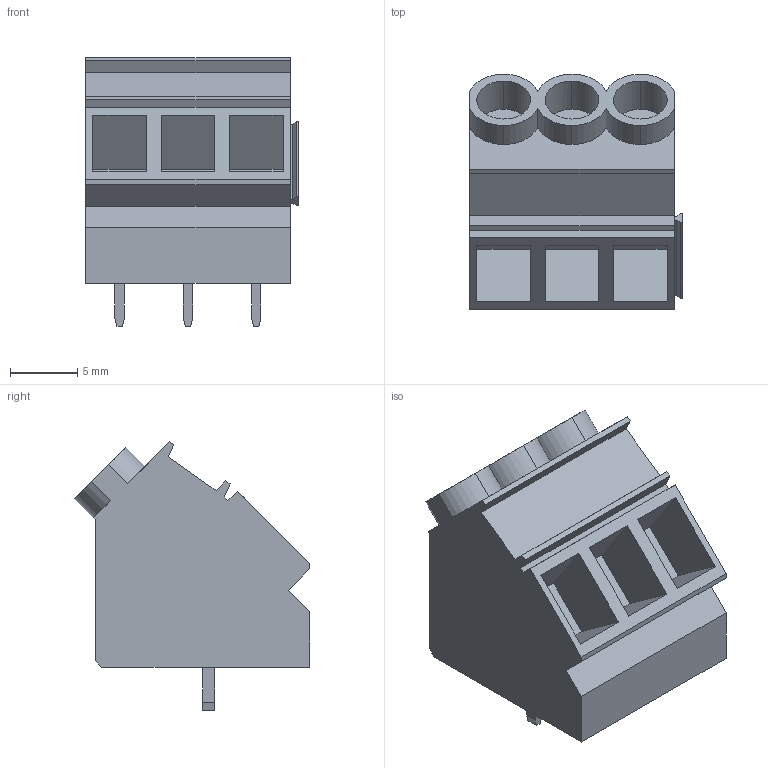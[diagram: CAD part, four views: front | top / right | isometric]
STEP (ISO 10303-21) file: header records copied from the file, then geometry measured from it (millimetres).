
FILE_DESCRIPTION(('CATIA V5R22 STEP214','CAx-IF Rec.Pracs.--- Model Styling and Organization---1.4--- 2014-01-23'),'2;1');
FILE_NAME ('016666-2_0_1595690000_1595690000.stp','2023-07-17T12:10:55+00:00',('none'),('Weidmueller'),'CATIA Version 5-6 Release 2016 SP3 HF44','CATIA V5 STEP AP214','none');
FILE_SCHEMA(('AUTOMOTIVE_DESIGN { 1 0 10303 214 1 1 1 1 }'));
Length unit declared in the file: millimetre
Products named in the file (1): 1595690000
Bounding box: 15.84 x 17.5 x 20 mm (x, y, z)
Volume: 2754 mm3; surface area: 1933.8 mm2
Topology: 4 solids, 4 shells, 103 faces, 249 edges, 164 vertices
Faces by surface type: plane 79, cylinder 24
Entity records: 3320 total; most frequent: CARTESIAN_POINT 848, ORIENTED_EDGE 498, DIRECTION 430, EDGE_CURVE 249, VECTOR 194, LINE 194, VERTEX_POINT 164, AXIS2_PLACEMENT_3D 134
